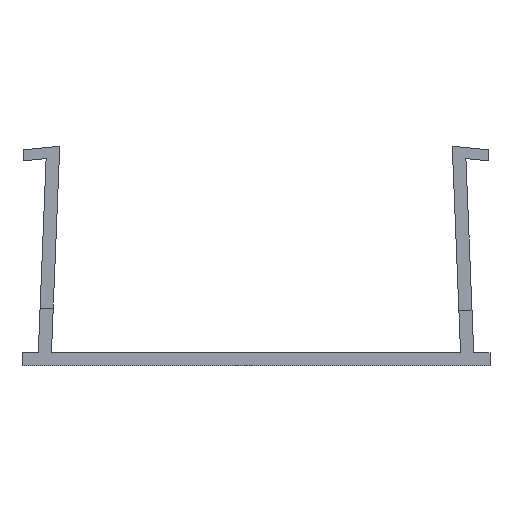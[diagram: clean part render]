
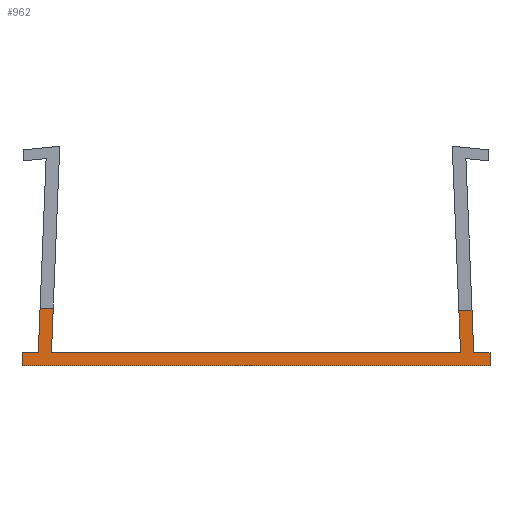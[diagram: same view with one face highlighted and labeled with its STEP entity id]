
A CAD part, front view. The second image highlights one B-rep face of the part: STEP entity #962.
In plain terms, the highlighted planar face has unit normal (0, -1, 0).
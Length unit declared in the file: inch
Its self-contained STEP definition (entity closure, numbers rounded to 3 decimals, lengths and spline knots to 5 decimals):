
#962=ADVANCED_FACE('',(#3042),#2056,.F.);
#2056=PLANE('',#23469);
#3042=FACE_OUTER_BOUND('',#4134,.T.);
#4134=EDGE_LOOP('',(#7216,#7217,#7218,#7219,#7220,#7221,#7222,#7223,#7224,
#7225,#7226,#7227));
#7216=ORIENTED_EDGE('',*,*,#15520,.F.);
#7217=ORIENTED_EDGE('',*,*,#13945,.T.);
#7218=ORIENTED_EDGE('',*,*,#15521,.T.);
#7219=ORIENTED_EDGE('',*,*,#15522,.T.);
#7220=ORIENTED_EDGE('',*,*,#15523,.T.);
#7221=ORIENTED_EDGE('',*,*,#15524,.T.);
#7222=ORIENTED_EDGE('',*,*,#15525,.T.);
#7223=ORIENTED_EDGE('',*,*,#15526,.T.);
#7224=ORIENTED_EDGE('',*,*,#15527,.T.);
#7225=ORIENTED_EDGE('',*,*,#15528,.T.);
#7226=ORIENTED_EDGE('',*,*,#15529,.T.);
#7227=ORIENTED_EDGE('',*,*,#13930,.T.);
#11746=VERTEX_POINT('',#30610);
#11747=VERTEX_POINT('',#30612);
#11757=VERTEX_POINT('',#30640);
#11758=VERTEX_POINT('',#30642);
#12904=VERTEX_POINT('',#33792);
#12905=VERTEX_POINT('',#33794);
#12906=VERTEX_POINT('',#33796);
#12907=VERTEX_POINT('',#33798);
#12908=VERTEX_POINT('',#33800);
#12909=VERTEX_POINT('',#33802);
#12910=VERTEX_POINT('',#33804);
#12911=VERTEX_POINT('',#33806);
#13930=EDGE_CURVE('',#11747,#11746,#17206,.T.);
#13945=EDGE_CURVE('',#11758,#11757,#17221,.T.);
#15520=EDGE_CURVE('',#11758,#11746,#18796,.T.);
#15521=EDGE_CURVE('',#11757,#12904,#18797,.T.);
#15522=EDGE_CURVE('',#12904,#12905,#18798,.T.);
#15523=EDGE_CURVE('',#12905,#12906,#18799,.T.);
#15524=EDGE_CURVE('',#12906,#12907,#18800,.T.);
#15525=EDGE_CURVE('',#12907,#12908,#18801,.T.);
#15526=EDGE_CURVE('',#12908,#12909,#18802,.T.);
#15527=EDGE_CURVE('',#12909,#12910,#18803,.T.);
#15528=EDGE_CURVE('',#12910,#12911,#18804,.T.);
#15529=EDGE_CURVE('',#12911,#11747,#18805,.T.);
#17206=LINE('',#30611,#20266);
#17221=LINE('',#30641,#20281);
#18796=LINE('',#33790,#21856);
#18797=LINE('',#33791,#21857);
#18798=LINE('',#33793,#21858);
#18799=LINE('',#33795,#21859);
#18800=LINE('',#33797,#21860);
#18801=LINE('',#33799,#21861);
#18802=LINE('',#33801,#21862);
#18803=LINE('',#33803,#21863);
#18804=LINE('',#33805,#21864);
#18805=LINE('',#33807,#21865);
#20266=VECTOR('',#24639,1.);
#20281=VECTOR('',#24662,1.);
#21856=VECTOR('',#27093,1.);
#21857=VECTOR('',#27094,1.);
#21858=VECTOR('',#27095,1.);
#21859=VECTOR('',#27096,1.);
#21860=VECTOR('',#27097,1.);
#21861=VECTOR('',#27098,1.);
#21862=VECTOR('',#27099,1.);
#21863=VECTOR('',#27100,1.);
#21864=VECTOR('',#27101,1.);
#21865=VECTOR('',#27102,1.);
#23469=AXIS2_PLACEMENT_3D('',#33808,#27103,#27104);
#24639=DIRECTION('',(-0.04,0.,0.999));
#24662=DIRECTION('',(0.04,0.,-0.999));
#27093=DIRECTION('',(0.999,0.,0.033));
#27094=DIRECTION('',(-1.,0.,0.));
#27095=DIRECTION('',(0.04,0.,0.999));
#27096=DIRECTION('',(-0.999,0.,0.033));
#27097=DIRECTION('',(-0.04,0.,-0.999));
#27098=DIRECTION('',(-1.,0.,0.));
#27099=DIRECTION('',(0.,0.,-1.));
#27100=DIRECTION('',(1.,0.,0.));
#27101=DIRECTION('',(0.,0.,1.));
#27102=DIRECTION('',(-1.,0.,0.));
#27103=DIRECTION('',(0.,1.,0.));
#27104=DIRECTION('',(0.,0.,1.));
#30610=CARTESIAN_POINT('',(0.98769,0.,0.25329));
#30611=CARTESIAN_POINT('',(0.99546,0.,0.06));
#30612=CARTESIAN_POINT('',(0.99546,0.,0.06));
#30640=CARTESIAN_POINT('',(0.93541,0.,0.06));
#30641=CARTESIAN_POINT('',(0.89749,0.,1.00415));
#30642=CARTESIAN_POINT('',(0.92773,0.,0.2513));
#33790=CARTESIAN_POINT('',(1.08606,0.,0.25656));
#33791=CARTESIAN_POINT('',(0.93541,0.,0.06));
#33792=CARTESIAN_POINT('',(-0.93541,0.,0.06));
#33793=CARTESIAN_POINT('',(-0.93541,0.,0.06));
#33794=CARTESIAN_POINT('',(-0.92739,0.,0.25959));
#33795=CARTESIAN_POINT('',(1.02149,0.,0.19493));
#33796=CARTESIAN_POINT('',(-0.98736,0.,0.26158));
#33797=CARTESIAN_POINT('',(-0.95981,0.,0.94768));
#33798=CARTESIAN_POINT('',(-0.99546,0.,0.06));
#33799=CARTESIAN_POINT('',(-0.99546,0.,0.06));
#33800=CARTESIAN_POINT('',(-1.07,0.,0.06));
#33801=CARTESIAN_POINT('',(-1.07,0.,0.06));
#33802=CARTESIAN_POINT('',(-1.07,0.,0.));
#33803=CARTESIAN_POINT('',(-1.07,0.,0.));
#33804=CARTESIAN_POINT('',(1.07,0.,0.));
#33805=CARTESIAN_POINT('',(1.07,0.,0.));
#33806=CARTESIAN_POINT('',(1.07,0.,0.06));
#33807=CARTESIAN_POINT('',(1.07,0.,0.06));
#33808=CARTESIAN_POINT('',(1.0548,0.,1.19901));
